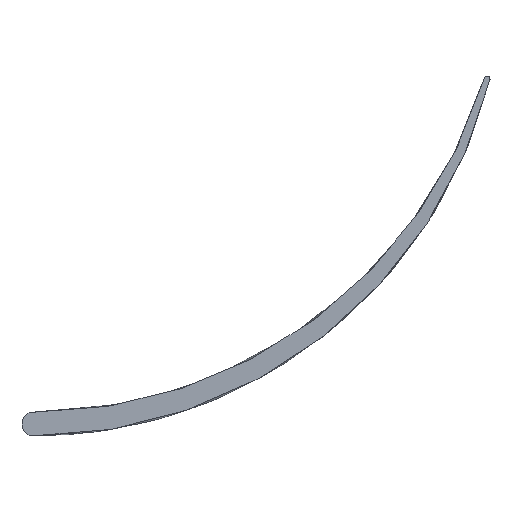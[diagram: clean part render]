
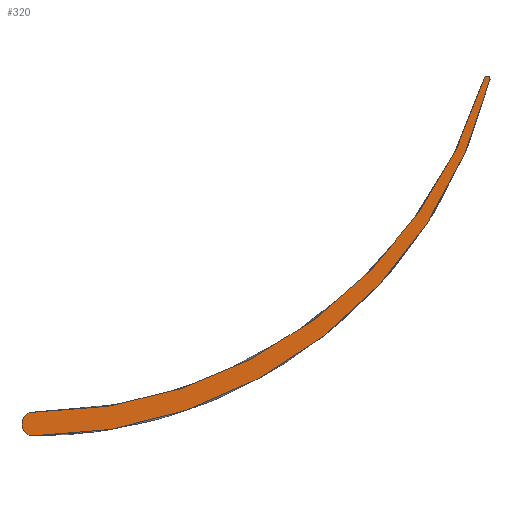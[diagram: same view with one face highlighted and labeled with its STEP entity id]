
A CAD part, left-side view. The second image highlights one B-rep face of the part: STEP entity #320.
In plain terms, the highlighted planar face has unit normal (-1, 0, 0).
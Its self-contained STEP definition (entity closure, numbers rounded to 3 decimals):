
#6 = DIRECTION ( 'NONE',  ( 1., 0., 0. ) ) ;
#18 = ORIENTED_EDGE ( 'NONE', *, *, #560, .F. ) ;
#23 = PLANE ( 'NONE',  #154 ) ;
#31 = CARTESIAN_POINT ( 'NONE',  ( -57., -47.521, 59.96 ) ) ;
#59 = CARTESIAN_POINT ( 'NONE',  ( -57., -24.5, 18. ) ) ;
#77 = EDGE_CURVE ( 'NONE', #408, #153, #605, .T. ) ;
#122 = CIRCLE ( 'NONE', #633, 0.3 ) ;
#130 = ORIENTED_EDGE ( 'NONE', *, *, #274, .F. ) ;
#153 = VERTEX_POINT ( 'NONE', #409 ) ;
#154 = AXIS2_PLACEMENT_3D ( 'NONE', #31, #478, #258 ) ;
#158 = DIRECTION ( 'NONE',  ( 0., -1., 0. ) ) ;
#166 = DIRECTION ( 'NONE',  ( 0., -1., 0. ) ) ;
#181 = ORIENTED_EDGE ( 'NONE', *, *, #457, .F. ) ;
#198 = DIRECTION ( 'NONE',  ( -1., 0., 0. ) ) ;
#221 = CARTESIAN_POINT ( 'NONE',  ( -57., -70.5, 53. ) ) ;
#223 = DIRECTION ( 'NONE',  ( 1., 0., 0. ) ) ;
#224 = AXIS2_PLACEMENT_3D ( 'NONE', #221, #344, #158 ) ;
#232 = ORIENTED_EDGE ( 'NONE', *, *, #699, .F. ) ;
#235 = DIRECTION ( 'NONE',  ( 0., -1., 0. ) ) ;
#258 = DIRECTION ( 'NONE',  ( 0., -1., 0. ) ) ;
#265 = CARTESIAN_POINT ( 'NONE',  ( -57., -70.5, 53. ) ) ;
#274 = EDGE_CURVE ( 'NONE', #602, #408, #595, .T. ) ;
#275 = AXIS2_PLACEMENT_3D ( 'NONE', #331, #223, #342 ) ;
#298 = AXIS2_PLACEMENT_3D ( 'NONE', #59, #6, #166 ) ;
#302 = DIRECTION ( 'NONE',  ( 0., -1., 0. ) ) ;
#320 = ADVANCED_FACE ( 'NONE', ( #426 ), #23, .T. ) ;
#331 = CARTESIAN_POINT ( 'NONE',  ( -57., -24.5, 64.521 ) ) ;
#342 = DIRECTION ( 'NONE',  ( 0., -1., 0. ) ) ;
#344 = DIRECTION ( 'NONE',  ( 1., 0., 0. ) ) ;
#370 = EDGE_LOOP ( 'NONE', ( #130, #181, #232, #18, #587 ) ) ;
#408 = VERTEX_POINT ( 'NONE', #710 ) ;
#409 = CARTESIAN_POINT ( 'NONE',  ( -57., -70.8, 53. ) ) ;
#426 = FACE_OUTER_BOUND ( 'NONE', #370, .T. ) ;
#457 = EDGE_CURVE ( 'NONE', #553, #602, #718, .T. ) ;
#478 = DIRECTION ( 'NONE',  ( -1., 0., 0. ) ) ;
#479 = CARTESIAN_POINT ( 'NONE',  ( -57., -24.501, 19.2 ) ) ;
#553 = VERTEX_POINT ( 'NONE', #661 ) ;
#560 = EDGE_CURVE ( 'NONE', #153, #646, #122, .T. ) ;
#562 = CIRCLE ( 'NONE', #275, 47.721 ) ;
#587 = ORIENTED_EDGE ( 'NONE', *, *, #77, .F. ) ;
#595 = CIRCLE ( 'NONE', #686, 47.721 ) ;
#596 = DIRECTION ( 'NONE',  ( 1., 0., 0. ) ) ;
#602 = VERTEX_POINT ( 'NONE', #479 ) ;
#605 = CIRCLE ( 'NONE', #224, 0.3 ) ;
#620 = CARTESIAN_POINT ( 'NONE',  ( -57., -70.791, 52.927 ) ) ;
#633 = AXIS2_PLACEMENT_3D ( 'NONE', #265, #596, #302 ) ;
#646 = VERTEX_POINT ( 'NONE', #620 ) ;
#661 = CARTESIAN_POINT ( 'NONE',  ( -57., -24.5, 16.8 ) ) ;
#686 = AXIS2_PLACEMENT_3D ( 'NONE', #704, #198, #235 ) ;
#699 = EDGE_CURVE ( 'NONE', #646, #553, #562, .T. ) ;
#704 = CARTESIAN_POINT ( 'NONE',  ( -57., -24.541, 66.921 ) ) ;
#710 = CARTESIAN_POINT ( 'NONE',  ( -57., -70.213, 53.087 ) ) ;
#718 = CIRCLE ( 'NONE', #298, 1.2 ) ;
